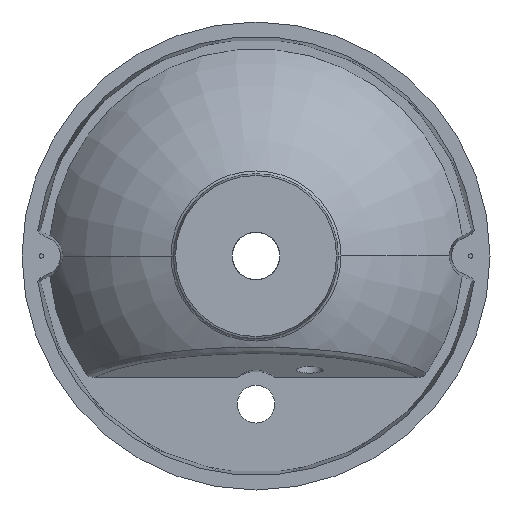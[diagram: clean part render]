
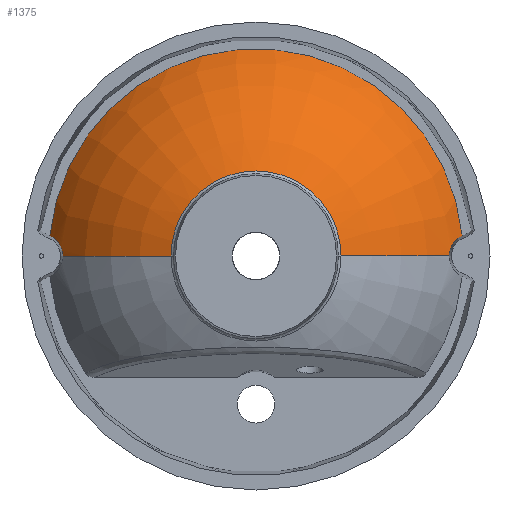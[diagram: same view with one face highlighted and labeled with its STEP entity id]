
A CAD part, front view. The second image highlights one B-rep face of the part: STEP entity #1375.
In plain terms, the highlighted toroidal (fillet/blend) face has major radius 6.084 mm and minor radius 213 mm.
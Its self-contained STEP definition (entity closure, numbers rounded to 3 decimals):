
#8 = CARTESIAN_POINT ( 'NONE',  ( -190.691, -41.843, 18.292 ) ) ;
#10 = CARTESIAN_POINT ( 'NONE',  ( 180.172, -59.794, 2.701 ) ) ;
#13 = EDGE_CURVE ( 'NONE', #150, #1646, #1871, .T. ) ;
#47 = VERTEX_POINT ( 'NONE', #746 ) ;
#54 = DIRECTION ( 'NONE',  ( 0., 1., 0. ) ) ;
#92 = VERTEX_POINT ( 'NONE', #1937 ) ;
#97 = ORIENTED_EDGE ( 'NONE', *, *, #1024, .T. ) ;
#101 = DIRECTION ( 'NONE',  ( -1., 0., 0. ) ) ;
#150 = VERTEX_POINT ( 'NONE', #770 ) ;
#163 = CARTESIAN_POINT ( 'NONE',  ( -180.671, -59.002, 5.286 ) ) ;
#165 = CARTESIAN_POINT ( 'NONE',  ( 185.75, -50.628, 14.41 ) ) ;
#178 = CARTESIAN_POINT ( 'NONE',  ( -186.975, -48.51, 15.599 ) ) ;
#180 = CARTESIAN_POINT ( 'NONE',  ( 180.514, -59.251, 4.652 ) ) ;
#231 = DIRECTION ( 'NONE',  ( -1., 0., 0. ) ) ;
#272 = ORIENTED_EDGE ( 'NONE', *, *, #694, .T. ) ;
#352 = CARTESIAN_POINT ( 'NONE',  ( -180.166, -59.803, 2.719 ) ) ;
#354 = CARTESIAN_POINT ( 'NONE',  ( 189.463, -44.097, 17.561 ) ) ;
#365 = CARTESIAN_POINT ( 'NONE',  ( -185.15, -51.646, 13.733 ) ) ;
#367 = CARTESIAN_POINT ( 'NONE',  ( 181.025, -58.436, 6.467 ) ) ;
#443 = VERTEX_POINT ( 'NONE', #2020 ) ;
#465 = EDGE_CURVE ( 'NONE', #1646, #1665, #1176, .T. ) ;
#533 = CARTESIAN_POINT ( 'NONE',  ( -179.999, -60.067, 0. ) ) ;
#547 = CARTESIAN_POINT ( 'NONE',  ( -183.408, -54.565, 11.474 ) ) ;
#550 = CARTESIAN_POINT ( 'NONE',  ( 181.86, -57.096, 8.688 ) ) ;
#562 = CARTESIAN_POINT ( 'NONE',  ( 179.999, -60.067, 0. ) ) ;
#571 = CARTESIAN_POINT ( 'NONE',  ( 191.927, -39.493, 18.887 ) ) ;
#694 = EDGE_CURVE ( 'NONE', #92, #47, #1391, .T. ) ;
#724 = CARTESIAN_POINT ( 'NONE',  ( -181.868, -57.081, 8.645 ) ) ;
#726 = CARTESIAN_POINT ( 'NONE',  ( 183.427, -54.531, 11.465 ) ) ;
#737 = CARTESIAN_POINT ( 'NONE',  ( -191.927, -39.493, 18.887 ) ) ;
#739 = CARTESIAN_POINT ( 'NONE',  ( 180.131, -59.859, 2.365 ) ) ;
#746 = CARTESIAN_POINT ( 'NONE',  ( 179.999, -60.067, 0. ) ) ;
#762 = CARTESIAN_POINT ( 'NONE',  ( -6.084, 62.907, 0. ) ) ;
#770 = CARTESIAN_POINT ( 'NONE',  ( -179.999, -60.067, 0. ) ) ;
#787 = DIRECTION ( 'NONE',  ( -1., 0., 0. ) ) ;
#830 = DIRECTION ( 'NONE',  ( 0., 0., 1. ) ) ;
#904 = CARTESIAN_POINT ( 'NONE',  ( -181.021, -58.443, 6.477 ) ) ;
#906 = CARTESIAN_POINT ( 'NONE',  ( 185.149, -51.65, 13.757 ) ) ;
#923 = CARTESIAN_POINT ( 'NONE',  ( -187.591, -47.43, 16.126 ) ) ;
#927 = CARTESIAN_POINT ( 'NONE',  ( 180.326, -59.55, 3.69 ) ) ;
#979 = EDGE_CURVE ( 'NONE', #443, #150, #1670, .T. ) ;
#990 = ORIENTED_EDGE ( 'NONE', *, *, #13, .F. ) ;
#1000 = ORIENTED_EDGE ( 'NONE', *, *, #465, .F. ) ;
#1024 = EDGE_CURVE ( 'NONE', #443, #92, #1720, .T. ) ;
#1040 = CARTESIAN_POINT ( 'NONE',  ( 0., -39.493, 0. ) ) ;
#1117 = CARTESIAN_POINT ( 'NONE',  ( -180.264, -59.649, 3.375 ) ) ;
#1119 = CARTESIAN_POINT ( 'NONE',  ( 187.598, -47.418, 16.132 ) ) ;
#1127 = CARTESIAN_POINT ( 'NONE',  ( -185.754, -50.616, 14.397 ) ) ;
#1129 = CARTESIAN_POINT ( 'NONE',  ( 180.931, -58.587, 6.171 ) ) ;
#1168 = CARTESIAN_POINT ( 'NONE',  ( 6.084, 62.907, 0. ) ) ;
#1176 = CIRCLE ( 'NONE', #1182, 192.854 ) ;
#1179 = CARTESIAN_POINT ( 'NONE',  ( 0., -137.149, 0. ) ) ;
#1182 = AXIS2_PLACEMENT_3D ( 'NONE', #1040, #1827, #101 ) ;
#1233 = ORIENTED_EDGE ( 'NONE', *, *, #2385, .F. ) ;
#1316 = CARTESIAN_POINT ( 'NONE',  ( -179.999, -60.067, 0.682 ) ) ;
#1328 = CARTESIAN_POINT ( 'NONE',  ( -183.973, -53.628, 12.282 ) ) ;
#1330 = CARTESIAN_POINT ( 'NONE',  ( 181.325, -57.956, 7.322 ) ) ;
#1375 = ADVANCED_FACE ( 'NONE', ( #1972 ), #2001, .T. ) ;
#1391 = CIRCLE ( 'NONE', #1426, 213. ) ;
#1426 = AXIS2_PLACEMENT_3D ( 'NONE', #1168, #830, #1636 ) ;
#1504 = CARTESIAN_POINT ( 'NONE',  ( 191.927, -39.493, 18.887 ) ) ;
#1518 = CARTESIAN_POINT ( 'NONE',  ( -182.353, -56.295, 9.638 ) ) ;
#1520 = CARTESIAN_POINT ( 'NONE',  ( 183.151, -54.987, 11.035 ) ) ;
#1534 = CARTESIAN_POINT ( 'NONE',  ( 180.032, -60.015, 1.358 ) ) ;
#1558 = DIRECTION ( 'NONE',  ( 0., 0., -1. ) ) ;
#1636 = DIRECTION ( 'NONE',  ( 1., 0., 0. ) ) ;
#1646 = VERTEX_POINT ( 'NONE', #1912 ) ;
#1665 = VERTEX_POINT ( 'NONE', #571 ) ;
#1670 = CIRCLE ( 'NONE', #1674, 213. ) ;
#1674 = AXIS2_PLACEMENT_3D ( 'NONE', #762, #1558, #2331 ) ;
#1708 = CARTESIAN_POINT ( 'NONE',  ( -181.217, -58.13, 7.043 ) ) ;
#1710 = CARTESIAN_POINT ( 'NONE',  ( 184.276, -53.119, 12.662 ) ) ;
#1720 = CIRCLE ( 'NONE', #1722, 79.203 ) ;
#1722 = AXIS2_PLACEMENT_3D ( 'NONE', #1179, #1968, #231 ) ;
#1730 = CARTESIAN_POINT ( 'NONE',  ( -189.447, -44.127, 17.549 ) ) ;
#1732 = CARTESIAN_POINT ( 'NONE',  ( 180.27, -59.639, 3.365 ) ) ;
#1781 = CARTESIAN_POINT ( 'NONE',  ( 0., 62.907, 0. ) ) ;
#1827 = DIRECTION ( 'NONE',  ( 0., 1., 0. ) ) ;
#1871 = B_SPLINE_CURVE_WITH_KNOTS ( 'NONE', 3,
 ( #533, #1316, #2090, #352, #1117, #1899, #163, #904, #1708, #2478, #724, #1518, #2292, #547, #1328, #2102, #365, #1127, #1914, #178, #923, #1730, #8, #737 ),
 .UNSPECIFIED., .F., .F.,
 ( 4, 2, 2, 2, 2, 2, 2, 2, 2, 2, 2, 4 ),
 ( 0.136, 0.138, 0.14, 0.142, 0.144, 0.146, 0.148, 0.152, 0.154, 0.156, 0.16, 0.168 ),
 .UNSPECIFIED. ) ;
#1899 = CARTESIAN_POINT ( 'NONE',  ( -180.515, -59.249, 4.657 ) ) ;
#1901 = CARTESIAN_POINT ( 'NONE',  ( 186.973, -48.513, 15.597 ) ) ;
#1912 = CARTESIAN_POINT ( 'NONE',  ( -191.927, -39.493, 18.887 ) ) ;
#1914 = CARTESIAN_POINT ( 'NONE',  ( -186.059, -50.094, 14.71 ) ) ;
#1916 = CARTESIAN_POINT ( 'NONE',  ( 180.667, -59.009, 5.271 ) ) ;
#1937 = CARTESIAN_POINT ( 'NONE',  ( 79.203, -137.149, 0. ) ) ;
#1968 = DIRECTION ( 'NONE',  ( 0., 1., 0. ) ) ;
#1972 = FACE_OUTER_BOUND ( 'NONE', #2253, .T. ) ;
#2001 = TOROIDAL_SURFACE ( 'NONE', #2036, 6.084, 213. ) ;
#2020 = CARTESIAN_POINT ( 'NONE',  ( -79.203, -137.149, 0. ) ) ;
#2036 = AXIS2_PLACEMENT_3D ( 'NONE', #1781, #54, #787 ) ;
#2090 = CARTESIAN_POINT ( 'NONE',  ( -180.033, -60.013, 1.375 ) ) ;
#2093 = CARTESIAN_POINT ( 'NONE',  ( 190.703, -41.82, 18.298 ) ) ;
#2102 = CARTESIAN_POINT ( 'NONE',  ( -184.851, -52.151, 13.384 ) ) ;
#2104 = CARTESIAN_POINT ( 'NONE',  ( 181.222, -58.121, 7.042 ) ) ;
#2158 = B_SPLINE_CURVE_WITH_KNOTS ( 'NONE', 3,
 ( #1504, #2093, #354, #1119, #1901, #165, #906, #1710, #2480, #726, #1520, #2294, #550, #1330, #2104, #367, #1129, #1916, #180, #927, #1732, #10, #739, #1534, #2306, #562 ),
 .UNSPECIFIED., .F., .F.,
 ( 4, 2, 2, 2, 2, 2, 2, 2, 2, 2, 2, 2, 4 ),
 ( 0.104, 0.112, 0.116, 0.12, 0.122, 0.124, 0.128, 0.129, 0.13, 0.132, 0.133, 0.134, 0.136 ),
 .UNSPECIFIED. ) ;
#2164 = ORIENTED_EDGE ( 'NONE', *, *, #979, .F. ) ;
#2253 = EDGE_LOOP ( 'NONE', ( #97, #272, #1233, #1000, #990, #2164 ) ) ;
#2292 = CARTESIAN_POINT ( 'NONE',  ( -182.61, -55.875, 10.115 ) ) ;
#2294 = CARTESIAN_POINT ( 'NONE',  ( 182.35, -56.301, 9.675 ) ) ;
#2306 = CARTESIAN_POINT ( 'NONE',  ( 179.999, -60.067, 0.681 ) ) ;
#2331 = DIRECTION ( 'NONE',  ( -1., 0., 0. ) ) ;
#2385 = EDGE_CURVE ( 'NONE', #1665, #47, #2158, .T. ) ;
#2478 = CARTESIAN_POINT ( 'NONE',  ( -181.64, -57.449, 8.127 ) ) ;
#2480 = CARTESIAN_POINT ( 'NONE',  ( 183.989, -53.598, 12.278 ) ) ;
